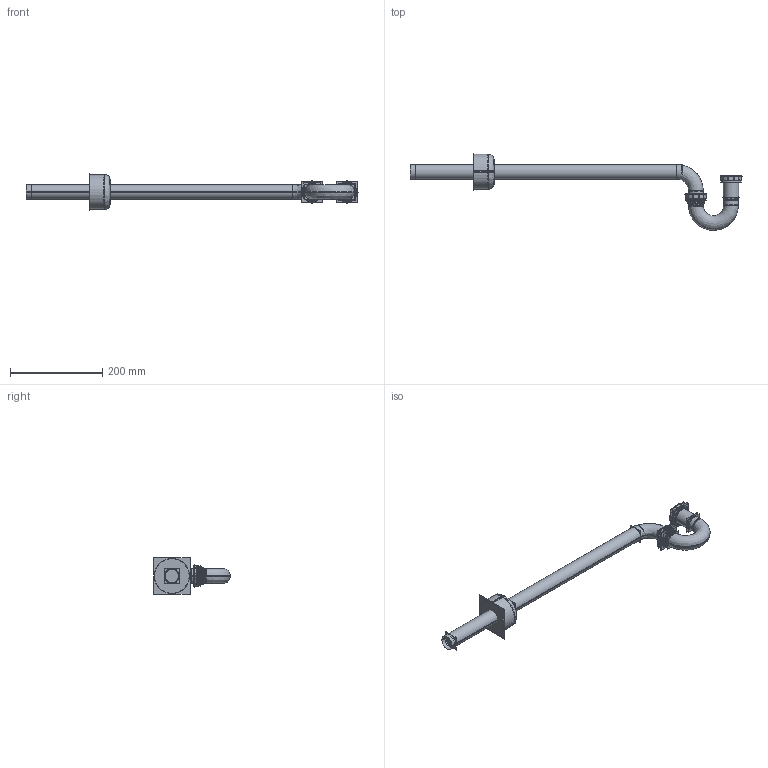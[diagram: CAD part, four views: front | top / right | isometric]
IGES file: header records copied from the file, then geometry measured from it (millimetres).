
Start section:  PTC IGES file: 3014-1.igs
Global section: file name: 3014-1.igs; native system: Creo Parametric by PTC Inc.; preprocessor: 2018500; author: NSantos; organization: Unknown; date: 20210607.205918; units: inch
Bounding box: 721.05 x 166.69 x 79.25 mm (x, y, z)
Surface area: 2282962.6 mm2 (no closed solid volume)
Topology: 0 solids, 0 shells, 618 faces, 10477 edges, 14135 vertices
Faces by surface type: revolution 440, bspline 174, extrusion 4
